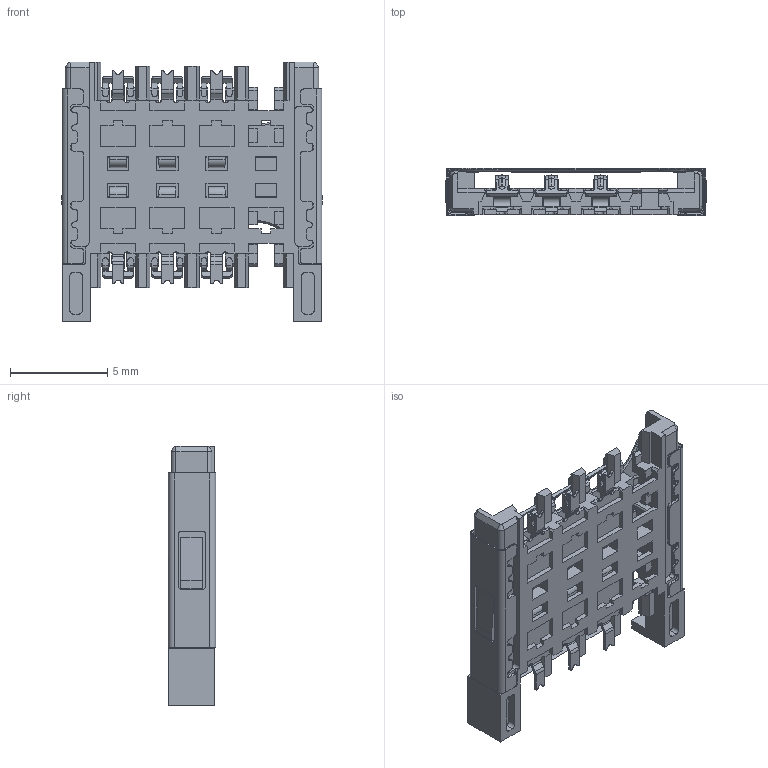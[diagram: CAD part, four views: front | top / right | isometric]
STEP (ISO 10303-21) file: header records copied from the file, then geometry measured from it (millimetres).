
FILE_DESCRIPTION( ( 'STEP AP214' ), '1' );
FILE_NAME( 'SIM7050-6-0-00-A.stp', '2022-02-10T10:02:25', ( 'License CC BY-ND 4.0' ), ( 'CADENAS' ), ' ', 'PARTsolutions', ' ' );
FILE_SCHEMA( ( 'AUTOMOTIVE_DESIGN { 1 0 10303 214 1 1 1 1 }' ) );
Length unit declared in the file: millimetre
Products named in the file (9): SIM7050-6-0-00-A; Imported1; ÇÐ³ý-À­Éì1
Assembly tree (8 placements, depth 2):
  SIM7050-6-0-00-A
    Imported1
    Imported1
    Imported1
    Imported1
    Imported1
    Imported1
    ÇÐ³ý-À­Éì1
    Imported1
Bounding box: 13.41 x 2.45 x 13.4 mm (x, y, z)
Volume: 150.7 mm3; surface area: 925.9 mm2
Topology: 8 solids, 8 shells, 1365 faces, 3739 edges, 2386 vertices
Faces by surface type: plane 853, cylinder 394, bspline 98, cone 20
Entity records: 56432 total; most frequent: CARTESIAN_POINT 11017, ORIENTED_EDGE 7478, DIRECTION 6785, EDGE_CURVE 3739, LINE 2787, VECTOR 2787, VERTEX_POINT 2386, AXIS2_PLACEMENT_3D 1999
